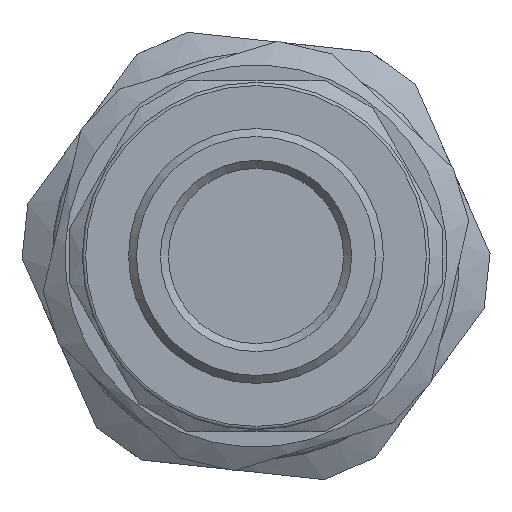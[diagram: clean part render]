
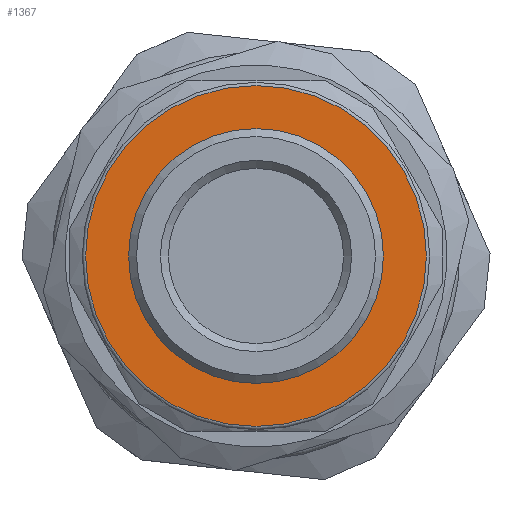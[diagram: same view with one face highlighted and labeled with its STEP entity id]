
A CAD part, front view. The second image highlights one B-rep face of the part: STEP entity #1367.
In plain terms, the highlighted planar face has unit normal (0, -1, 0).
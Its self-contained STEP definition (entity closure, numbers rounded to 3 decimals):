
#156=FACE_BOUND('',#523,.T.);
#436=FACE_OUTER_BOUND('',#522,.T.);
#522=EDGE_LOOP('',(#1201));
#523=EDGE_LOOP('',(#1202));
#566=CIRCLE('',#1499,7.);
#567=CIRCLE('',#1501,10.7);
#687=VERTEX_POINT('',#2480);
#688=VERTEX_POINT('',#2484);
#867=EDGE_CURVE('',#687,#687,#566,.T.);
#869=EDGE_CURVE('',#688,#688,#567,.T.);
#1201=ORIENTED_EDGE('',*,*,#869,.F.);
#1202=ORIENTED_EDGE('',*,*,#867,.T.);
#1293=PLANE('',#1500);
#1367=ADVANCED_FACE('',(#436,#156),#1293,.T.);
#1499=AXIS2_PLACEMENT_3D('',#2481,#1792,#1793);
#1500=AXIS2_PLACEMENT_3D('',#2483,#1795,#1796);
#1501=AXIS2_PLACEMENT_3D('',#2485,#1797,#1798);
#1792=DIRECTION('center_axis',(0.,1.,0.));
#1793=DIRECTION('ref_axis',(1.,0.,0.));
#1795=DIRECTION('center_axis',(0.,-1.,0.));
#1796=DIRECTION('ref_axis',(0.,0.,-1.));
#1797=DIRECTION('center_axis',(0.,1.,0.));
#1798=DIRECTION('ref_axis',(1.,0.,0.));
#2480=CARTESIAN_POINT('',(14.25,16.675,0.));
#2481=CARTESIAN_POINT('Origin',(7.25,16.675,0.));
#2483=CARTESIAN_POINT('Origin',(-3.45,16.675,0.));
#2484=CARTESIAN_POINT('',(7.25,16.675,-10.7));
#2485=CARTESIAN_POINT('Origin',(7.25,16.675,0.));
